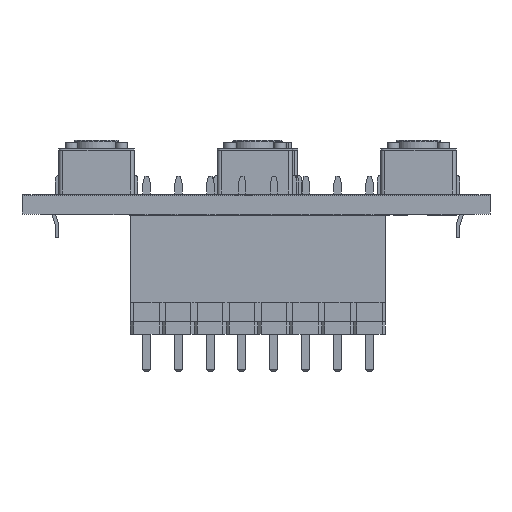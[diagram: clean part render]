
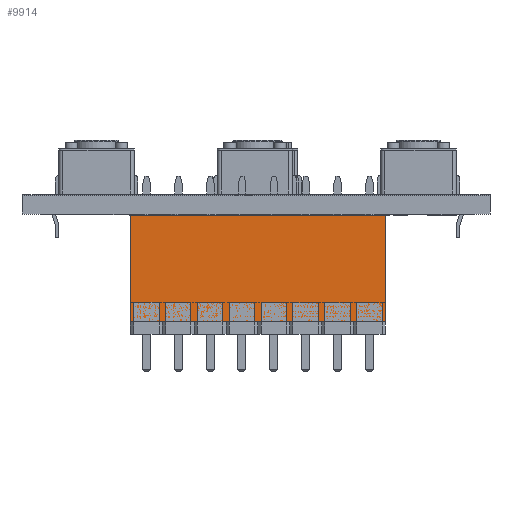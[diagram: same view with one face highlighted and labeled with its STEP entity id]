
A CAD part, front view. The second image highlights one B-rep face of the part: STEP entity #9914.
In plain terms, the highlighted face is planar.
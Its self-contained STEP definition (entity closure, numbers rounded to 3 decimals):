
#8891 = VERTEX_POINT('',#8892);
#8892 = CARTESIAN_POINT('',(-1.27,-19.05,0.));
#8900 = EDGE_CURVE('',#8891,#8901,#8903,.T.);
#8901 = VERTEX_POINT('',#8902);
#8902 = CARTESIAN_POINT('',(-1.27,-19.05,8.5));
#8903 = LINE('',#8904,#8905);
#8904 = CARTESIAN_POINT('',(-1.27,-19.05,0.));
#8905 = VECTOR('',#8906,1.);
#8906 = DIRECTION('',(0.,0.,1.));
#8963 = VERTEX_POINT('',#8964);
#8964 = CARTESIAN_POINT('',(-1.27,1.27,8.5));
#8970 = EDGE_CURVE('',#8971,#8963,#8973,.T.);
#8971 = VERTEX_POINT('',#8972);
#8972 = CARTESIAN_POINT('',(-1.27,1.27,0.));
#8973 = LINE('',#8974,#8975);
#8974 = CARTESIAN_POINT('',(-1.27,1.27,0.));
#8975 = VECTOR('',#8976,1.);
#8976 = DIRECTION('',(0.,0.,1.));
#9035 = EDGE_CURVE('',#8963,#8901,#9036,.T.);
#9036 = LINE('',#9037,#9038);
#9037 = CARTESIAN_POINT('',(-1.27,1.27,8.5));
#9038 = VECTOR('',#9039,1.);
#9039 = DIRECTION('',(0.,-1.,0.));
#9330 = EDGE_CURVE('',#8971,#8891,#9331,.T.);
#9331 = LINE('',#9332,#9333);
#9332 = CARTESIAN_POINT('',(-1.27,1.27,0.));
#9333 = VECTOR('',#9334,1.);
#9334 = DIRECTION('',(0.,-1.,0.));
#9914 = ADVANCED_FACE('',(#9915),#9921,.F.);
#9915 = FACE_BOUND('',#9916,.F.);
#9916 = EDGE_LOOP('',(#9917,#9918,#9919,#9920));
#9917 = ORIENTED_EDGE('',*,*,#8970,.T.);
#9918 = ORIENTED_EDGE('',*,*,#9035,.T.);
#9919 = ORIENTED_EDGE('',*,*,#8900,.F.);
#9920 = ORIENTED_EDGE('',*,*,#9330,.F.);
#9921 = PLANE('',#9922);
#9922 = AXIS2_PLACEMENT_3D('',#9923,#9924,#9925);
#9923 = CARTESIAN_POINT('',(-1.27,1.27,0.));
#9924 = DIRECTION('',(1.,0.,0.));
#9925 = DIRECTION('',(0.,-1.,0.));
